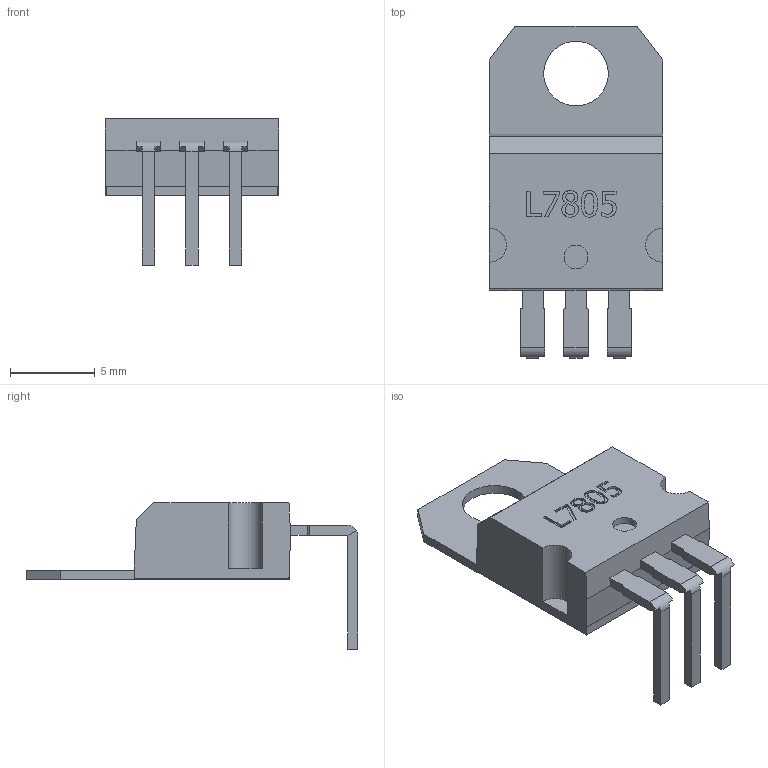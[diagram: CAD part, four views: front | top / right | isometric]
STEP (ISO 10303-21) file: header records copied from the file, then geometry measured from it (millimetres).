
FILE_DESCRIPTION(/* description */ (''),/* implementation_level */ '2;1');
FILE_NAME(/* name */ 'L7805.stp',/* time_stamp */ '2021-03-21T03:53:21-07:00',/* author */ ('circu'),/* organization */ ('TraceParts S.A.'),/* preprocessor_version */ 'ST-DEVELOPER v17',/* originating_system */ 'Autodesk Inventor 2019',/* authorisation */ '');
FILE_SCHEMA (('AUTOMOTIVE_DESIGN { 1 0 10303 214 3 1 1 }'));
Length unit declared in the file: millimetre
Products named in the file (1): l7805cv
Bounding box: 10.2 x 19.52 x 8.6 mm (x, y, z)
Volume: 443.9 mm3; surface area: 577.1 mm2
Topology: 1 solids, 1 shells, 154 faces, 430 edges, 287 vertices
Faces by surface type: plane 92, bspline 44, cylinder 18
Full cylindrical faces by diameter (mm): 1.4 x1, 3.8 x1
Entity records: 5294 total; most frequent: CARTESIAN_POINT 1444, ORIENTED_EDGE 860, DIRECTION 615, EDGE_CURVE 430, LINE 291, VECTOR 291, VERTEX_POINT 287, EDGE_LOOP 165
